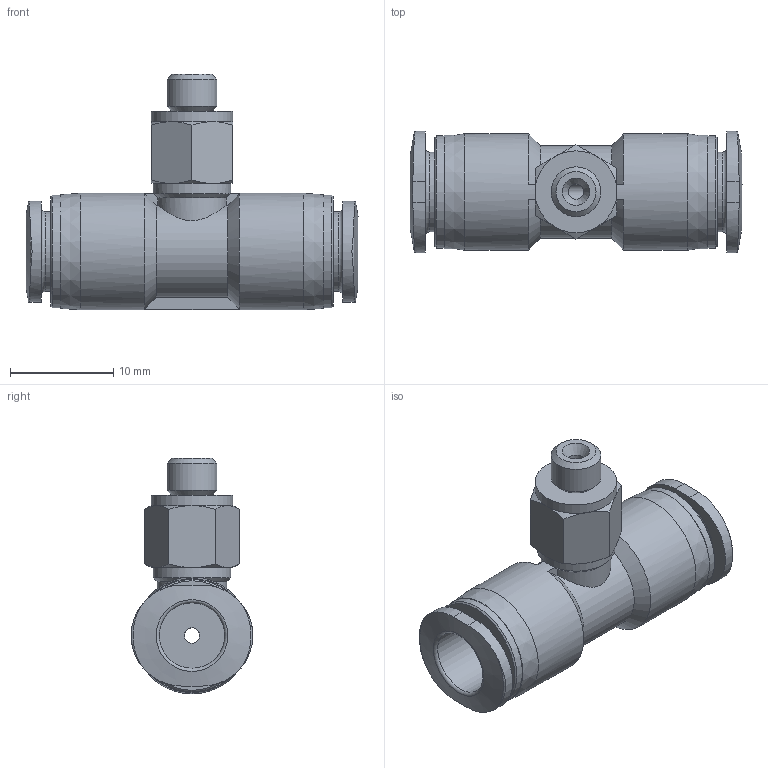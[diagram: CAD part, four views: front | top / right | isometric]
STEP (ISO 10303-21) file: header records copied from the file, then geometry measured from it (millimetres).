
FILE_DESCRIPTION(/* description */ ('STEP AP214'),/* implementation_level */ '2;1');
FILE_NAME(/* name */ '573067_QBMT-10-32-UNF-1_4-U',/* time_stamp */ '2024-09-14T03:39:27+02:00',/* author */ ('License CC BY-ND 4.0'),/* organization */ ('CADENAS'),/* preprocessor_version */ 'ST-DEVELOPER v19.3',/* originating_system */ 'PARTsolutions',/* authorisation */ ' ');
FILE_SCHEMA (('AUTOMOTIVE_DESIGN {1 0 10303 214 3 1 1}'));
Length unit declared in the file: millimetre
Products named in the file (1): 573067 QBMT-10-32-UNF-1/4-U
Bounding box: 32.2 x 11.8 x 22.85 mm (x, y, z)
Volume: 2436.1 mm3; surface area: 2411.7 mm2
Topology: 1 solids, 1 shells, 82 faces, 189 edges, 118 vertices
Faces by surface type: plane 27, cone 27, cylinder 20, torus 8
Full cylindrical faces by diameter (mm): 1.5 x2, 4.826 x1, 6.35 x2, 7.54 x1, 7.75 x2, 7.94 x1, 10.9 x2, 11.3 x1
Entity records: 2827 total; most frequent: CARTESIAN_POINT 551, DIRECTION 332, ORIENTED_EDGE 320, EDGE_CURVE 160, AXIS2_PLACEMENT_3D 149, EDGE_LOOP 120, FACE_BOUND 120, VERTEX_POINT 114
